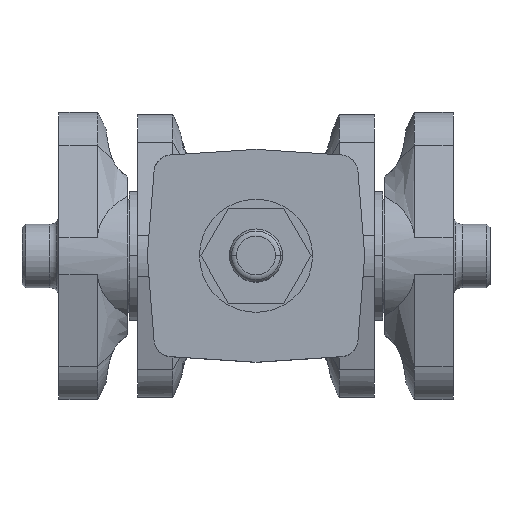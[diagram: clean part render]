
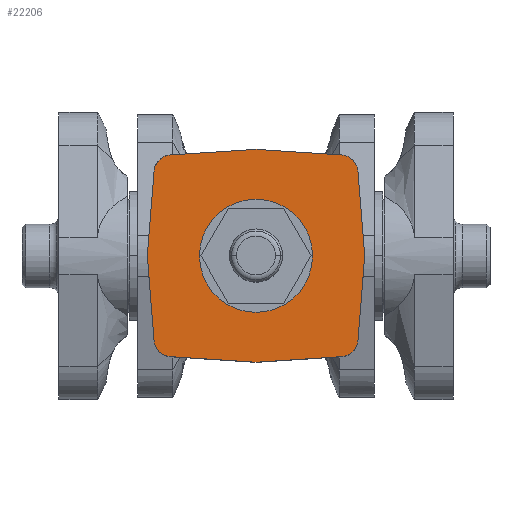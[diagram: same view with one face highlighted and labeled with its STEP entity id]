
A CAD part, top view. The second image highlights one B-rep face of the part: STEP entity #22206.
In plain terms, the highlighted planar face has unit normal (0, 0, 1).
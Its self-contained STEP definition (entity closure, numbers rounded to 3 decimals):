
#7513=DIRECTION('',(-0.079,-0.997,0.));
#7514=VECTOR('',#7513,24.013);
#7515=CARTESIAN_POINT('',(-28.843,23.938,22.));
#7516=LINE('',#7515,#7514);
#7517=CARTESIAN_POINT('',(-23.859,23.541,22.));
#7518=DIRECTION('',(0.,0.,1.));
#7519=DIRECTION('',(-0.065,0.998,0.));
#7520=AXIS2_PLACEMENT_3D('',#7517,#7518,#7519);
#7522=DIRECTION('',(-0.998,-0.065,0.));
#7523=VECTOR('',#7522,24.234);
#7524=CARTESIAN_POINT('',(0.,30.1,22.));
#7525=LINE('',#7524,#7523);
#7526=DIRECTION('',(-0.998,0.065,0.));
#7527=VECTOR('',#7526,24.234);
#7528=CARTESIAN_POINT('',(24.183,28.53,22.));
#7529=LINE('',#7528,#7527);
#7530=CARTESIAN_POINT('',(23.859,23.541,22.));
#7531=DIRECTION('',(0.,0.,1.));
#7532=DIRECTION('',(0.997,0.079,0.));
#7533=AXIS2_PLACEMENT_3D('',#7530,#7531,#7532);
#7535=DIRECTION('',(-0.079,0.997,0.));
#7536=VECTOR('',#7535,24.013);
#7537=CARTESIAN_POINT('',(30.75,0.,22.));
#7538=LINE('',#7537,#7536);
#7539=DIRECTION('',(0.079,0.997,0.));
#7540=VECTOR('',#7539,24.013);
#7541=CARTESIAN_POINT('',(28.843,-23.938,22.));
#7542=LINE('',#7541,#7540);
#7543=CARTESIAN_POINT('',(23.859,-23.541,22.));
#7544=DIRECTION('',(0.,0.,1.));
#7545=DIRECTION('',(0.065,-0.998,0.));
#7546=AXIS2_PLACEMENT_3D('',#7543,#7544,#7545);
#7548=DIRECTION('',(0.998,0.065,0.));
#7549=VECTOR('',#7548,24.234);
#7550=CARTESIAN_POINT('',(0.,-30.1,22.));
#7551=LINE('',#7550,#7549);
#7552=DIRECTION('',(0.998,-0.065,0.));
#7553=VECTOR('',#7552,24.234);
#7554=CARTESIAN_POINT('',(-24.183,-28.53,22.));
#7555=LINE('',#7554,#7553);
#7556=CARTESIAN_POINT('',(-23.859,-23.541,22.));
#7557=DIRECTION('',(0.,0.,1.));
#7558=DIRECTION('',(-0.997,-0.079,0.));
#7559=AXIS2_PLACEMENT_3D('',#7556,#7557,#7558);
#7561=DIRECTION('',(0.079,-0.997,0.));
#7562=VECTOR('',#7561,24.013);
#7563=CARTESIAN_POINT('',(-30.75,0.,22.));
#7564=LINE('',#7563,#7562);
#7565=CARTESIAN_POINT('',(0.,0.,22.));
#7566=DIRECTION('',(0.,0.,-1.));
#7567=DIRECTION('',(1.,0.,0.));
#7568=AXIS2_PLACEMENT_3D('',#7565,#7566,#7567);
#7570=CARTESIAN_POINT('',(0.,0.,22.));
#7571=DIRECTION('',(0.,0.,-1.));
#7572=DIRECTION('',(-1.,0.,0.));
#7573=AXIS2_PLACEMENT_3D('',#7570,#7571,#7572);
#10704=CARTESIAN_POINT('',(24.183,28.53,22.));
#10705=CARTESIAN_POINT('',(0.,30.1,22.));
#10706=VERTEX_POINT('',#10704);
#10707=VERTEX_POINT('',#10705);
#10767=CARTESIAN_POINT('',(-28.843,23.938,22.));
#10769=VERTEX_POINT('',#10767);
#10796=CARTESIAN_POINT('',(-28.843,-23.938,22.));
#10798=VERTEX_POINT('',#10796);
#10802=CARTESIAN_POINT('',(28.843,23.938,22.));
#10803=VERTEX_POINT('',#10802);
#10805=CARTESIAN_POINT('',(-30.75,0.,22.));
#10806=VERTEX_POINT('',#10805);
#10831=CARTESIAN_POINT('',(-24.183,-28.53,22.));
#10832=VERTEX_POINT('',#10831);
#10889=CARTESIAN_POINT('',(28.843,-23.938,22.));
#10891=VERTEX_POINT('',#10889);
#10932=CARTESIAN_POINT('',(24.183,-28.53,22.));
#10934=VERTEX_POINT('',#10932);
#10940=CARTESIAN_POINT('',(-24.183,28.53,22.));
#10941=VERTEX_POINT('',#10940);
#11029=CARTESIAN_POINT('',(30.75,0.,22.));
#11030=VERTEX_POINT('',#11029);
#11034=CARTESIAN_POINT('',(0.,-30.1,22.));
#11035=VERTEX_POINT('',#11034);
#11542=CARTESIAN_POINT('',(16.,0.,22.));
#11544=VERTEX_POINT('',#11542);
#11546=CARTESIAN_POINT('',(-16.,0.,22.));
#11548=VERTEX_POINT('',#11546);
#22179=CARTESIAN_POINT('',(-23.859,-23.541,22.));
#22180=DIRECTION('',(0.,0.,1.));
#22181=DIRECTION('',(1.,0.,0.));
#22182=AXIS2_PLACEMENT_3D('',#22179,#22180,#22181);
#22183=PLANE('',#22182);
#22184=ORIENTED_EDGE('',*,*,#18753,.F.);
#22185=ORIENTED_EDGE('',*,*,#18737,.F.);
#22186=ORIENTED_EDGE('',*,*,#15433,.F.);
#22187=ORIENTED_EDGE('',*,*,#15856,.F.);
#22188=ORIENTED_EDGE('',*,*,#15875,.F.);
#22189=ORIENTED_EDGE('',*,*,#15890,.F.);
#22190=ORIENTED_EDGE('',*,*,#15923,.F.);
#22192=ORIENTED_EDGE('',*,*,#22191,.F.);
#22193=ORIENTED_EDGE('',*,*,#15987,.F.);
#22194=ORIENTED_EDGE('',*,*,#18246,.F.);
#22196=ORIENTED_EDGE('',*,*,#22195,.F.);
#22197=ORIENTED_EDGE('',*,*,#18767,.F.);
#22198=EDGE_LOOP('',(#22184,#22185,#22186,#22187,#22188,#22189,#22190,#22192,
#22193,#22194,#22196,#22197));
#22199=FACE_OUTER_BOUND('',#22198,.F.);
#22201=ORIENTED_EDGE('',*,*,#22200,.F.);
#22203=ORIENTED_EDGE('',*,*,#22202,.F.);
#22204=EDGE_LOOP('',(#22201,#22203));
#22205=FACE_BOUND('',#22204,.F.);
#7521=CIRCLE('',#7520,5.);
#7534=CIRCLE('',#7533,5.);
#7547=CIRCLE('',#7546,5.);
#7560=CIRCLE('',#7559,5.);
#7569=CIRCLE('',#7568,16.);
#7574=CIRCLE('',#7573,16.);
#15433=EDGE_CURVE('',#10707,#10941,#7525,.T.);
#15856=EDGE_CURVE('',#10706,#10707,#7529,.T.);
#15875=EDGE_CURVE('',#10803,#10706,#7534,.T.);
#15890=EDGE_CURVE('',#11030,#10803,#7538,.T.);
#15923=EDGE_CURVE('',#10891,#11030,#7542,.T.);
#15987=EDGE_CURVE('',#11035,#10934,#7551,.T.);
#18246=EDGE_CURVE('',#10832,#11035,#7555,.T.);
#18737=EDGE_CURVE('',#10941,#10769,#7521,.T.);
#18753=EDGE_CURVE('',#10769,#10806,#7516,.T.);
#18767=EDGE_CURVE('',#10806,#10798,#7564,.T.);
#22191=EDGE_CURVE('',#10934,#10891,#7547,.T.);
#22195=EDGE_CURVE('',#10798,#10832,#7560,.T.);
#22200=EDGE_CURVE('',#11544,#11548,#7569,.T.);
#22202=EDGE_CURVE('',#11548,#11544,#7574,.T.);
#22206=ADVANCED_FACE('',(#22199,#22205),#22183,.T.);
